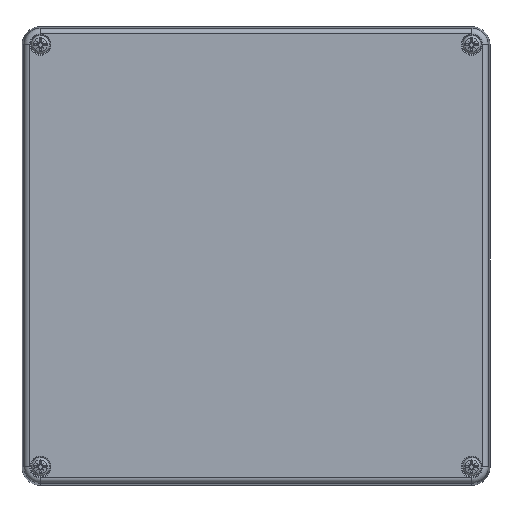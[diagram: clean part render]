
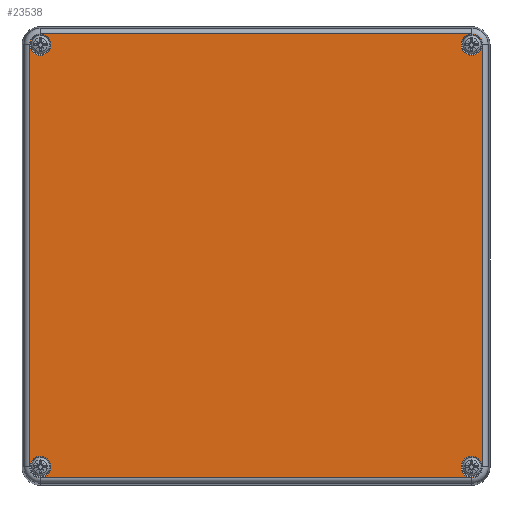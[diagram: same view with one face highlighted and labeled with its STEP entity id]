
A CAD part, top view. The second image highlights one B-rep face of the part: STEP entity #23538.
In plain terms, the highlighted face is planar.
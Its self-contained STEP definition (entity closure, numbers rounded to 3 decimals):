
#23395=CARTESIAN_POINT('',(111.7,115.,-65.0));
#23396=VERTEX_POINT('',#23395);
#23397=CARTESIAN_POINT('',(117.5,115.,-65.0));
#23398=DIRECTION('',(0.0,0.0,-1.0));
#23399=DIRECTION('',(1.0,0.0,0.0));
#23400=AXIS2_PLACEMENT_3D('',#23397,#23398,#23399);
#23401=CIRCLE('',#23400,5.8);
#23402=EDGE_CURVE('',#23396,#23396,#23401,.T.);
#23427=CARTESIAN_POINT('',(0.,0.,-65.0));
#23428=DIRECTION('',(0.0,0.0,1.0));
#23429=DIRECTION('',(1.0,0.0,0.0));
#23430=AXIS2_PLACEMENT_3D('',#23427,#23428,#23429);
#23431=PLANE('',#23430);
#23432=CARTESIAN_POINT('',(123.417,-115.,-65.0));
#23433=VERTEX_POINT('',#23432);
#23434=CARTESIAN_POINT('',(123.417,115.,-65.0));
#23435=VERTEX_POINT('',#23434);
#23436=CARTESIAN_POINT('',(123.417,-115.,-65.0));
#23437=DIRECTION('',(0.0,1.0,0.0));
#23438=VECTOR('',#23437,230.);
#23439=LINE('',#23436,#23438);
#23440=EDGE_CURVE('',#23433,#23435,#23439,.T.);
#23441=ORIENTED_EDGE('',*,*,#23440,.F.);
#23442=CARTESIAN_POINT('',(117.5,-120.917,-65.0));
#23443=VERTEX_POINT('',#23442);
#23444=CARTESIAN_POINT('',(117.5,-115.,-65.0));
#23445=DIRECTION('',(0.0,0.0,1.0));
#23446=DIRECTION('',(0.707,-0.707,0.0));
#23447=AXIS2_PLACEMENT_3D('',#23444,#23445,#23446);
#23448=CIRCLE('',#23447,5.917);
#23449=EDGE_CURVE('',#23443,#23433,#23448,.T.);
#23450=ORIENTED_EDGE('',*,*,#23449,.F.);
#23451=CARTESIAN_POINT('',(-117.5,-120.917,-65.0));
#23452=VERTEX_POINT('',#23451);
#23453=CARTESIAN_POINT('',(-117.5,-120.917,-65.0));
#23454=DIRECTION('',(1.0,0.0,0.0));
#23455=VECTOR('',#23454,235.);
#23456=LINE('',#23453,#23455);
#23457=EDGE_CURVE('',#23452,#23443,#23456,.T.);
#23458=ORIENTED_EDGE('',*,*,#23457,.F.);
#23459=CARTESIAN_POINT('',(-123.417,-115.,-65.0));
#23460=VERTEX_POINT('',#23459);
#23461=CARTESIAN_POINT('',(-117.5,-115.,-65.0));
#23462=DIRECTION('',(0.0,0.0,1.0));
#23463=DIRECTION('',(-0.707,-0.707,0.0));
#23464=AXIS2_PLACEMENT_3D('',#23461,#23462,#23463);
#23465=CIRCLE('',#23464,5.917);
#23466=EDGE_CURVE('',#23460,#23452,#23465,.T.);
#23467=ORIENTED_EDGE('',*,*,#23466,.F.);
#23468=CARTESIAN_POINT('',(-123.417,115.,-65.0));
#23469=VERTEX_POINT('',#23468);
#23470=CARTESIAN_POINT('',(-123.417,115.,-65.0));
#23471=DIRECTION('',(0.0,-1.0,0.0));
#23472=VECTOR('',#23471,230.);
#23473=LINE('',#23470,#23472);
#23474=EDGE_CURVE('',#23469,#23460,#23473,.T.);
#23475=ORIENTED_EDGE('',*,*,#23474,.F.);
#23476=CARTESIAN_POINT('',(-117.5,120.917,-65.0));
#23477=VERTEX_POINT('',#23476);
#23478=CARTESIAN_POINT('',(-117.5,115.,-65.0));
#23479=DIRECTION('',(0.0,0.0,1.0));
#23480=DIRECTION('',(-0.707,0.707,0.0));
#23481=AXIS2_PLACEMENT_3D('',#23478,#23479,#23480);
#23482=CIRCLE('',#23481,5.917);
#23483=EDGE_CURVE('',#23477,#23469,#23482,.T.);
#23484=ORIENTED_EDGE('',*,*,#23483,.F.);
#23485=CARTESIAN_POINT('',(117.5,120.917,-65.0));
#23486=VERTEX_POINT('',#23485);
#23487=CARTESIAN_POINT('',(117.5,120.917,-65.0));
#23488=DIRECTION('',(-1.0,0.0,0.0));
#23489=VECTOR('',#23488,235.);
#23490=LINE('',#23487,#23489);
#23491=EDGE_CURVE('',#23486,#23477,#23490,.T.);
#23492=ORIENTED_EDGE('',*,*,#23491,.F.);
#23493=CARTESIAN_POINT('',(117.5,115.,-65.0));
#23494=DIRECTION('',(0.0,0.0,1.0));
#23495=DIRECTION('',(0.707,0.707,0.0));
#23496=AXIS2_PLACEMENT_3D('',#23493,#23494,#23495);
#23497=CIRCLE('',#23496,5.917);
#23498=EDGE_CURVE('',#23435,#23486,#23497,.T.);
#23499=ORIENTED_EDGE('',*,*,#23498,.F.);
#23500=EDGE_LOOP('',(#23441,#23450,#23458,#23467,#23475,#23484,#23492,#23499));
#23501=FACE_OUTER_BOUND('',#23500,.T.);
#23502=CARTESIAN_POINT('',(-123.3,115.0,-65.0));
#23503=VERTEX_POINT('',#23502);
#23504=CARTESIAN_POINT('',(-117.5,115.0,-65.0));
#23505=DIRECTION('',(0.0,0.0,-1.0));
#23506=DIRECTION('',(1.0,0.0,0.0));
#23507=AXIS2_PLACEMENT_3D('',#23504,#23505,#23506);
#23508=CIRCLE('',#23507,5.8);
#23509=EDGE_CURVE('',#23503,#23503,#23508,.T.);
#23510=ORIENTED_EDGE('',*,*,#23509,.F.);
#23511=EDGE_LOOP('',(#23510));
#23512=FACE_BOUND('',#23511,.T.);
#23513=CARTESIAN_POINT('',(111.7,-115.,-65.0));
#23514=VERTEX_POINT('',#23513);
#23515=CARTESIAN_POINT('',(117.5,-115.,-65.0));
#23516=DIRECTION('',(0.0,0.0,-1.0));
#23517=DIRECTION('',(1.0,0.0,0.0));
#23518=AXIS2_PLACEMENT_3D('',#23515,#23516,#23517);
#23519=CIRCLE('',#23518,5.8);
#23520=EDGE_CURVE('',#23514,#23514,#23519,.T.);
#23521=ORIENTED_EDGE('',*,*,#23520,.F.);
#23522=EDGE_LOOP('',(#23521));
#23523=FACE_BOUND('',#23522,.T.);
#23524=CARTESIAN_POINT('',(-123.3,-115.,-65.0));
#23525=VERTEX_POINT('',#23524);
#23526=CARTESIAN_POINT('',(-117.5,-115.,-65.0));
#23527=DIRECTION('',(0.0,0.0,-1.0));
#23528=DIRECTION('',(1.0,0.0,0.0));
#23529=AXIS2_PLACEMENT_3D('',#23526,#23527,#23528);
#23530=CIRCLE('',#23529,5.8);
#23531=EDGE_CURVE('',#23525,#23525,#23530,.T.);
#23532=ORIENTED_EDGE('',*,*,#23531,.F.);
#23533=EDGE_LOOP('',(#23532));
#23534=FACE_BOUND('',#23533,.T.);
#23535=ORIENTED_EDGE('',*,*,#23402,.F.);
#23536=EDGE_LOOP('',(#23535));
#23537=FACE_BOUND('',#23536,.T.);
#23538=ADVANCED_FACE('',(#23501,#23512,#23523,#23534,#23537),#23431,.F.);
